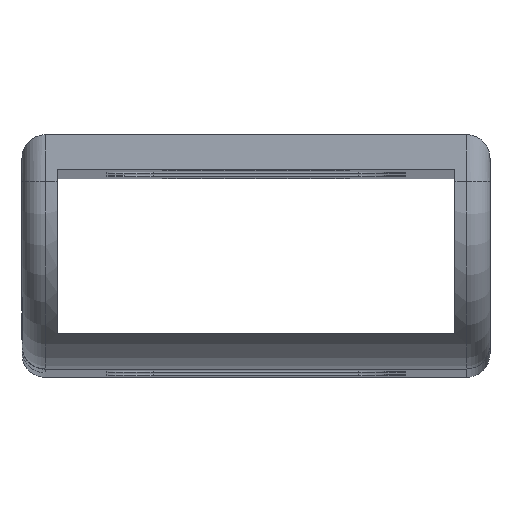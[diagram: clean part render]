
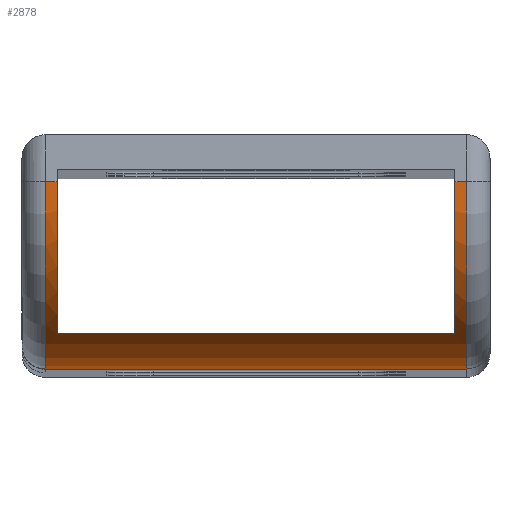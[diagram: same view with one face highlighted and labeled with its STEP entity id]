
A CAD part, top view. The second image highlights one B-rep face of the part: STEP entity #2878.
In plain terms, the highlighted cylindrical face has radius 8 mm (diameter 16 mm), a partial arc.
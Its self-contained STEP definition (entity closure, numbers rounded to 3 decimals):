
#34 = DIRECTION ( 'NONE',  ( 1., 0., 0. ) ) ;
#121 = CARTESIAN_POINT ( 'NONE',  ( 9., 3., 100.5 ) ) ;
#129 = ORIENTED_EDGE ( 'NONE', *, *, #3117, .F. ) ;
#155 = EDGE_LOOP ( 'NONE', ( #1587, #1138, #1949, #1171, #129, #1867, #876, #2377 ) ) ;
#212 = AXIS2_PLACEMENT_3D ( 'NONE', #2757, #1086, #2067 ) ;
#235 = DIRECTION ( 'NONE',  ( -1., 0., 0. ) ) ;
#303 = EDGE_CURVE ( 'NONE', #408, #1204, #2566, .T. ) ;
#357 = CARTESIAN_POINT ( 'NONE',  ( 8.5, 3., 100.5 ) ) ;
#408 = VERTEX_POINT ( 'NONE', #1169 ) ;
#423 = DIRECTION ( 'NONE',  ( 1., 0., 0. ) ) ;
#439 = CIRCLE ( 'NONE', #2739, 8. ) ;
#504 = CARTESIAN_POINT ( 'NONE',  ( -9., 3., 108.5 ) ) ;
#527 = DIRECTION ( 'NONE',  ( 0., 1., 0. ) ) ;
#582 = CARTESIAN_POINT ( 'NONE',  ( -9., -5., 100.5 ) ) ;
#647 = EDGE_CURVE ( 'NONE', #2952, #888, #1927, .T. ) ;
#839 = DIRECTION ( 'NONE',  ( 0., -1., 0. ) ) ;
#876 = ORIENTED_EDGE ( 'NONE', *, *, #2411, .F. ) ;
#888 = VERTEX_POINT ( 'NONE', #582 ) ;
#940 = CARTESIAN_POINT ( 'NONE',  ( 10., 3., 108.5 ) ) ;
#1078 = VERTEX_POINT ( 'NONE', #2538 ) ;
#1086 = DIRECTION ( 'NONE',  ( -1., 0., 0. ) ) ;
#1118 = DIRECTION ( 'NONE',  ( -1., 0., 0. ) ) ;
#1138 = ORIENTED_EDGE ( 'NONE', *, *, #2146, .T. ) ;
#1166 = AXIS2_PLACEMENT_3D ( 'NONE', #357, #3080, #839 ) ;
#1169 = CARTESIAN_POINT ( 'NONE',  ( 8.5, -3.5, 105.164 ) ) ;
#1171 = ORIENTED_EDGE ( 'NONE', *, *, #303, .F. ) ;
#1204 = VERTEX_POINT ( 'NONE', #2073 ) ;
#1229 = DIRECTION ( 'NONE',  ( 1., 0., 0. ) ) ;
#1316 = VECTOR ( 'NONE', #1977, 1000. ) ;
#1400 = LINE ( 'NONE', #940, #1316 ) ;
#1587 = ORIENTED_EDGE ( 'NONE', *, *, #2255, .F. ) ;
#1724 = LINE ( 'NONE', #2725, #2574 ) ;
#1736 = LINE ( 'NONE', #2178, #1826 ) ;
#1757 = CYLINDRICAL_SURFACE ( 'NONE', #212, 8. ) ;
#1826 = VECTOR ( 'NONE', #235, 1000. ) ;
#1843 = EDGE_CURVE ( 'NONE', #1204, #1078, #3141, .T. ) ;
#1867 = ORIENTED_EDGE ( 'NONE', *, *, #3139, .F. ) ;
#1927 = CIRCLE ( 'NONE', #2986, 8. ) ;
#1928 = AXIS2_PLACEMENT_3D ( 'NONE', #121, #1118, #2597 ) ;
#1949 = ORIENTED_EDGE ( 'NONE', *, *, #1843, .F. ) ;
#1977 = DIRECTION ( 'NONE',  ( 1., 0., 0. ) ) ;
#2067 = DIRECTION ( 'NONE',  ( 0., 0., 1. ) ) ;
#2073 = CARTESIAN_POINT ( 'NONE',  ( 8.5, 3., 108.5 ) ) ;
#2146 = EDGE_CURVE ( 'NONE', #3112, #1078, #2663, .T. ) ;
#2178 = CARTESIAN_POINT ( 'NONE',  ( -10., -5., 100.5 ) ) ;
#2211 = CARTESIAN_POINT ( 'NONE',  ( -8.5, 3., 100.5 ) ) ;
#2255 = EDGE_CURVE ( 'NONE', #3112, #888, #1736, .T. ) ;
#2377 = ORIENTED_EDGE ( 'NONE', *, *, #647, .T. ) ;
#2411 = EDGE_CURVE ( 'NONE', #2952, #3150, #1400, .T. ) ;
#2419 = DIRECTION ( 'NONE',  ( 0., 1., 0. ) ) ;
#2427 = CARTESIAN_POINT ( 'NONE',  ( 10., 3., 108.5 ) ) ;
#2471 = DIRECTION ( 'NONE',  ( 1., 0., 0. ) ) ;
#2484 = FACE_OUTER_BOUND ( 'NONE', #155, .T. ) ;
#2538 = CARTESIAN_POINT ( 'NONE',  ( 9., 3., 108.5 ) ) ;
#2566 = CIRCLE ( 'NONE', #1166, 8. ) ;
#2574 = VECTOR ( 'NONE', #1229, 1000. ) ;
#2597 = DIRECTION ( 'NONE',  ( 0., 0., 1. ) ) ;
#2651 = VERTEX_POINT ( 'NONE', #2897 ) ;
#2663 = CIRCLE ( 'NONE', #1928, 8. ) ;
#2712 = VECTOR ( 'NONE', #423, 1000. ) ;
#2725 = CARTESIAN_POINT ( 'NONE',  ( -8.5, -3.5, 105.164 ) ) ;
#2739 = AXIS2_PLACEMENT_3D ( 'NONE', #2211, #2471, #2419 ) ;
#2757 = CARTESIAN_POINT ( 'NONE',  ( 0., 3., 100.5 ) ) ;
#2878 = ADVANCED_FACE ( 'NONE', ( #2484 ), #1757, .T. ) ;
#2897 = CARTESIAN_POINT ( 'NONE',  ( -8.5, -3.5, 105.164 ) ) ;
#2952 = VERTEX_POINT ( 'NONE', #504 ) ;
#2986 = AXIS2_PLACEMENT_3D ( 'NONE', #3014, #34, #527 ) ;
#2996 = CARTESIAN_POINT ( 'NONE',  ( -8.5, 3., 108.5 ) ) ;
#3014 = CARTESIAN_POINT ( 'NONE',  ( -9., 3., 100.5 ) ) ;
#3080 = DIRECTION ( 'NONE',  ( -1., 0., 0. ) ) ;
#3112 = VERTEX_POINT ( 'NONE', #3242 ) ;
#3117 = EDGE_CURVE ( 'NONE', #2651, #408, #1724, .T. ) ;
#3139 = EDGE_CURVE ( 'NONE', #3150, #2651, #439, .T. ) ;
#3141 = LINE ( 'NONE', #2427, #2712 ) ;
#3150 = VERTEX_POINT ( 'NONE', #2996 ) ;
#3242 = CARTESIAN_POINT ( 'NONE',  ( 9., -5., 100.5 ) ) ;
